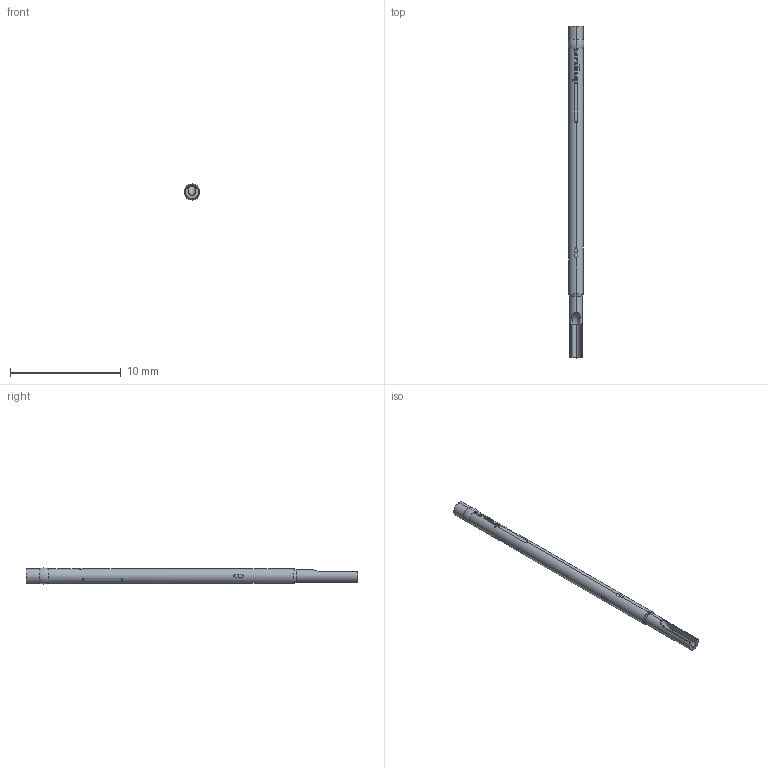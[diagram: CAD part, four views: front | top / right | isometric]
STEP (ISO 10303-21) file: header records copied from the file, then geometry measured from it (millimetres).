
FILE_DESCRIPTION (( 'STEP AP203' ), '1' );
FILE_NAME ('INGUN_KS-075_30_E03.STEP', '2022-02-09T05:08:32', ( 'ochi' ), ( '' ), 'SwSTEP 2.0', 'SolidWorks 2018', '' );
FILE_SCHEMA (( 'CONFIG_CONTROL_DESIGN' ));
Length unit declared in the file: millimetre
Products named in the file (1): INGUN_KS-075_30_E03
Bounding box: 1.44 x 30 x 1.45 mm (x, y, z)
Volume: 37.5 mm3; surface area: 127.3 mm2
Topology: 1 solids, 1 shells, 124 faces, 337 edges, 220 vertices
Faces by surface type: plane 47, cylinder 43, bspline 25, torus 7, cone 2
Entity records: 4490 total; most frequent: CARTESIAN_POINT 1474, ORIENTED_EDGE 674, DIRECTION 538, EDGE_CURVE 337, VERTEX_POINT 220, AXIS2_PLACEMENT_3D 212, EDGE_LOOP 129, ADVANCED_FACE 124
